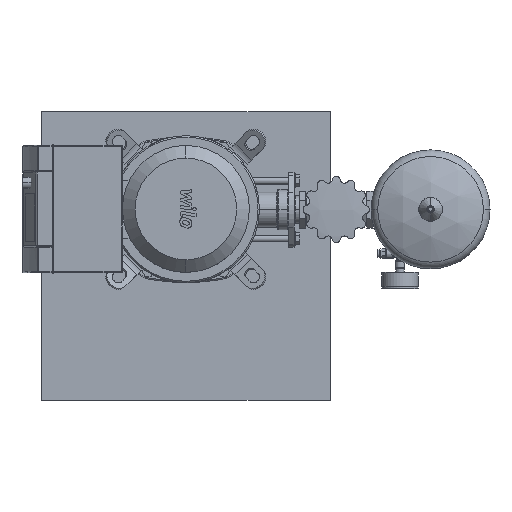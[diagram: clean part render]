
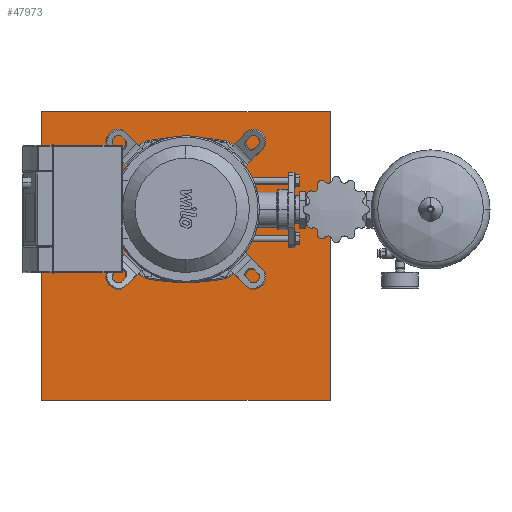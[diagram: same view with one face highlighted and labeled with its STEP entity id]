
A CAD part, top view. The second image highlights one B-rep face of the part: STEP entity #47973.
In plain terms, the highlighted planar face has unit normal (0, 0, 1).
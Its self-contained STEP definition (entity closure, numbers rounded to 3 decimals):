
#47934=CARTESIAN_POINT('',(-250.0,0.0,125.0));
#47935=DIRECTION('',(0.0,0.0,1.0));
#47936=DIRECTION('',(0.0,-1.0,0.0));
#47937=AXIS2_PLACEMENT_3D('',#47934,#47935,#47936);
#47938=PLANE('',#47937);
#47939=CARTESIAN_POINT('',(250.0,-250.0,125.));
#47940=VERTEX_POINT('',#47939);
#47941=CARTESIAN_POINT('',(250.0,250.0,125.));
#47942=VERTEX_POINT('',#47941);
#47943=CARTESIAN_POINT('',(250.0,-250.0,125.));
#47944=DIRECTION('',(0.0,1.0,0.0));
#47945=VECTOR('',#47944,500.0);
#47946=LINE('',#47943,#47945);
#47947=EDGE_CURVE('',#47940,#47942,#47946,.T.);
#47948=ORIENTED_EDGE('',*,*,#47947,.T.);
#47949=CARTESIAN_POINT('',(-250.0,250.0,125.));
#47950=VERTEX_POINT('',#47949);
#47951=CARTESIAN_POINT('',(-250.0,250.0,125.));
#47952=DIRECTION('',(1.0,0.0,0.0));
#47953=VECTOR('',#47952,500.0);
#47954=LINE('',#47951,#47953);
#47955=EDGE_CURVE('',#47950,#47942,#47954,.T.);
#47956=ORIENTED_EDGE('',*,*,#47955,.F.);
#47957=CARTESIAN_POINT('',(-250.0,-250.0,125.));
#47958=VERTEX_POINT('',#47957);
#47959=CARTESIAN_POINT('',(-250.0,250.0,125.));
#47960=DIRECTION('',(0.0,-1.0,0.0));
#47961=VECTOR('',#47960,500.0);
#47962=LINE('',#47959,#47961);
#47963=EDGE_CURVE('',#47950,#47958,#47962,.T.);
#47964=ORIENTED_EDGE('',*,*,#47963,.T.);
#47965=CARTESIAN_POINT('',(-250.0,-250.0,125.));
#47966=DIRECTION('',(1.0,0.0,0.0));
#47967=VECTOR('',#47966,500.0);
#47968=LINE('',#47965,#47967);
#47969=EDGE_CURVE('',#47958,#47940,#47968,.T.);
#47970=ORIENTED_EDGE('',*,*,#47969,.T.);
#47971=EDGE_LOOP('',(#47948,#47956,#47964,#47970));
#47972=FACE_OUTER_BOUND('',#47971,.T.);
#47973=ADVANCED_FACE('',(#47972),#47938,.T.);
